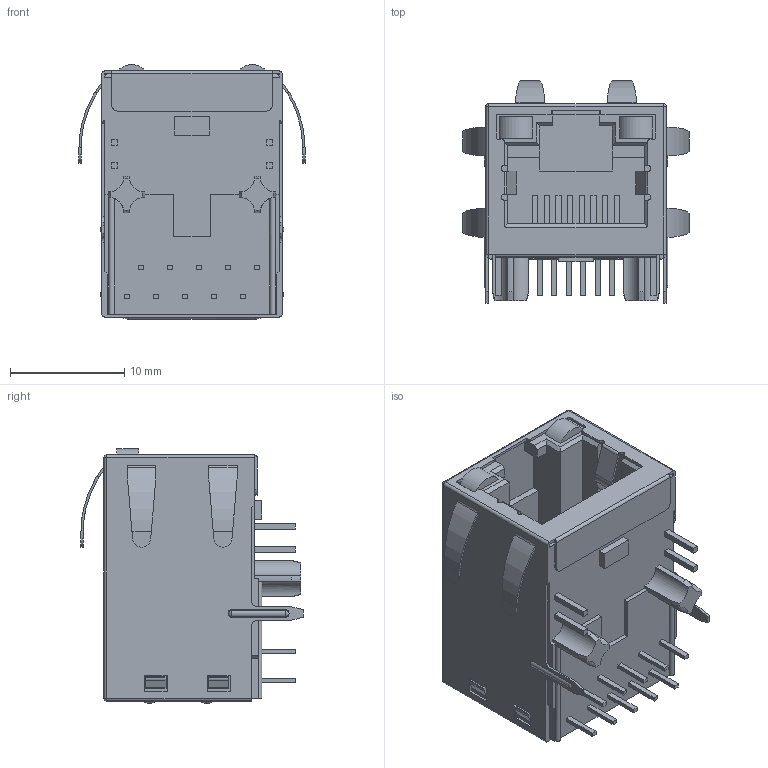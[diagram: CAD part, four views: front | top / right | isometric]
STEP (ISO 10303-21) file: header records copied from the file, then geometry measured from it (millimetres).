
FILE_DESCRIPTION((''),'2;1');
FILE_NAME('C-1-2301994-3','2017-06-20T',('workeradm'),('Tyco Electronics Ltd.'),'CREO PARAMETRIC BY PTC INC, 2016050','CREO PARAMETRIC BY PTC INC, 2016050','');
FILE_SCHEMA(('AUTOMOTIVE_DESIGN { 1 0 10303 214 1 1 1 1 }'));
Length unit declared in the file: millimetre
Products named in the file (1): C-1-2301994-3
Bounding box: 19.75 x 19.4 x 22.25 mm (x, y, z)
Volume: 3584.1 mm3; surface area: 2719.5 mm2
Topology: 1 solids, 1 shells, 489 faces, 1290 edges, 834 vertices
Faces by surface type: plane 335, cylinder 124, bspline 16, cone 8, sphere 6
Entity records: 18653 total; most frequent: CARTESIAN_POINT 6382, ORIENTED_EDGE 2580, DIRECTION 2378, EDGE_CURVE 1290, VECTOR 964, LINE 964, VERTEX_POINT 834, AXIS2_PLACEMENT_3D 707
